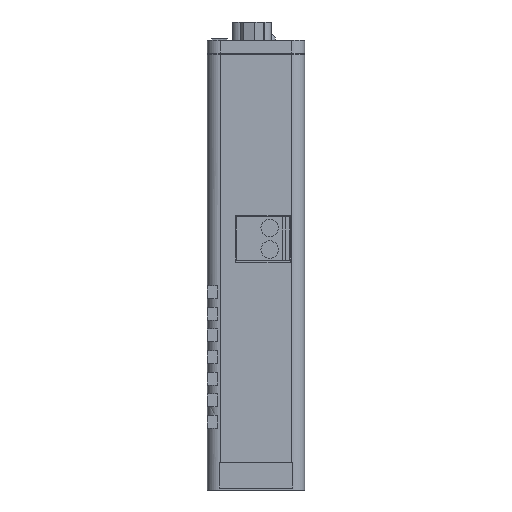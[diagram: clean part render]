
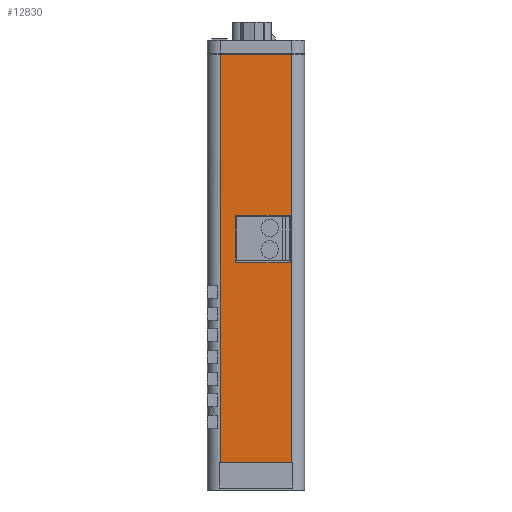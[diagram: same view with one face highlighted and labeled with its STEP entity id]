
A CAD part, front view. The second image highlights one B-rep face of the part: STEP entity #12830.
In plain terms, the highlighted planar face has unit normal (0, -1, 0).
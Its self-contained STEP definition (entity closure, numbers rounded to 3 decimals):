
#9433=CARTESIAN_POINT('',(19.2,0.,52.7));
#9434=VERTEX_POINT('',#9433);
#9441=CARTESIAN_POINT('',(19.2,0.,63.5));
#9442=VERTEX_POINT('',#9441);
#9443=CARTESIAN_POINT('',(19.2,0.,63.5));
#9444=DIRECTION('',(0.0,0.0,-1.0));
#9445=VECTOR('',#9444,10.8);
#9446=LINE('',#9443,#9445);
#9447=EDGE_CURVE('',#9442,#9434,#9446,.T.);
#9472=CARTESIAN_POINT('',(6.5,0.,63.5));
#9473=VERTEX_POINT('',#9472);
#9474=CARTESIAN_POINT('',(6.5,0.,63.5));
#9475=DIRECTION('',(1.0,0.0,0.0));
#9476=VECTOR('',#9475,12.7);
#9477=LINE('',#9474,#9476);
#9478=EDGE_CURVE('',#9473,#9442,#9477,.T.);
#9503=CARTESIAN_POINT('',(6.5,0.,52.7));
#9504=VERTEX_POINT('',#9503);
#9505=CARTESIAN_POINT('',(6.5,0.,52.7));
#9506=DIRECTION('',(0.0,0.0,1.0));
#9507=VECTOR('',#9506,10.8);
#9508=LINE('',#9505,#9507);
#9509=EDGE_CURVE('',#9504,#9473,#9508,.T.);
#9532=CARTESIAN_POINT('',(19.2,0.,52.7));
#9533=DIRECTION('',(-1.0,0.0,0.0));
#9534=VECTOR('',#9533,12.7);
#9535=LINE('',#9532,#9534);
#9536=EDGE_CURVE('',#9434,#9504,#9535,.T.);
#12515=CARTESIAN_POINT('',(19.5,0.,6.45));
#12516=VERTEX_POINT('',#12515);
#12555=CARTESIAN_POINT('',(3.,0.0,6.45));
#12556=VERTEX_POINT('',#12555);
#12640=CARTESIAN_POINT('',(3.0,0.,6.45));
#12641=DIRECTION('',(1.0,0.0,0.0));
#12642=VECTOR('',#12641,16.5);
#12643=LINE('',#12640,#12642);
#12644=EDGE_CURVE('',#12556,#12516,#12643,.T.);
#12794=CARTESIAN_POINT('',(19.5,0.,0.0));
#12795=DIRECTION('',(0.0,-1.0,0.0));
#12796=DIRECTION('',(0.0,0.0,-1.0));
#12797=AXIS2_PLACEMENT_3D('',#12794,#12795,#12796);
#12798=PLANE('',#12797);
#12799=ORIENTED_EDGE('',*,*,#12644,.T.);
#12800=CARTESIAN_POINT('',(19.5,0.,100.8));
#12801=VERTEX_POINT('',#12800);
#12802=CARTESIAN_POINT('',(19.5,0.,6.45));
#12803=DIRECTION('',(0.0,0.0,1.0));
#12804=VECTOR('',#12803,94.35);
#12805=LINE('',#12802,#12804);
#12806=EDGE_CURVE('',#12516,#12801,#12805,.T.);
#12807=ORIENTED_EDGE('',*,*,#12806,.T.);
#12808=CARTESIAN_POINT('',(3.,0.0,100.8));
#12809=VERTEX_POINT('',#12808);
#12810=CARTESIAN_POINT('',(19.5,0.,100.8));
#12811=DIRECTION('',(-1.0,0.0,0.0));
#12812=VECTOR('',#12811,16.5);
#12813=LINE('',#12810,#12812);
#12814=EDGE_CURVE('',#12801,#12809,#12813,.T.);
#12815=ORIENTED_EDGE('',*,*,#12814,.T.);
#12816=CARTESIAN_POINT('',(3.,0.0,6.45));
#12817=DIRECTION('',(0.0,0.0,1.0));
#12818=VECTOR('',#12817,94.35);
#12819=LINE('',#12816,#12818);
#12820=EDGE_CURVE('',#12556,#12809,#12819,.T.);
#12821=ORIENTED_EDGE('',*,*,#12820,.F.);
#12822=EDGE_LOOP('',(#12799,#12807,#12815,#12821));
#12823=FACE_OUTER_BOUND('',#12822,.T.);
#12824=ORIENTED_EDGE('',*,*,#9447,.T.);
#12825=ORIENTED_EDGE('',*,*,#9536,.T.);
#12826=ORIENTED_EDGE('',*,*,#9509,.T.);
#12827=ORIENTED_EDGE('',*,*,#9478,.T.);
#12828=EDGE_LOOP('',(#12824,#12825,#12826,#12827));
#12829=FACE_BOUND('',#12828,.T.);
#12830=ADVANCED_FACE('',(#12823,#12829),#12798,.T.);
